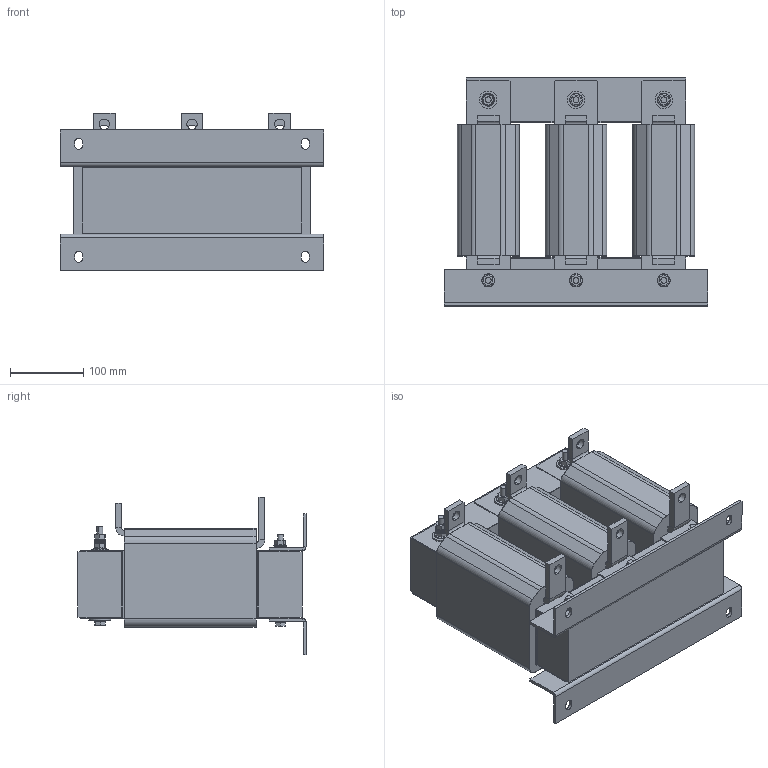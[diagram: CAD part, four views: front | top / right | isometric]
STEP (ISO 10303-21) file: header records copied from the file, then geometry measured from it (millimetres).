
FILE_DESCRIPTION (( 'STEP AP214' ), '1' );
FILE_NAME ('536670.STEP', '2022-11-08T14:26:23', ( '' ), ( '' ), 'SwSTEP 2.0', 'SolidWorks 2018', '' );
FILE_SCHEMA (( 'AUTOMOTIVE_DESIGN' ));
Length unit declared in the file: millimetre
Products named in the file (1): 536670
Bounding box: 360 x 311.8 x 215.3 mm (x, y, z)
Volume: 9727630.2 mm3; surface area: 577743.1 mm2
Topology: 1 solids, 1 shells, 561 faces, 1458 edges, 934 vertices
Faces by surface type: plane 429, cylinder 108, cone 12, torus 12
Entity records: 17336 total; most frequent: CARTESIAN_POINT 3266, ORIENTED_EDGE 2916, DIRECTION 2916, EDGE_CURVE 1458, VECTOR 1028, LINE 1028, AXIS2_PLACEMENT_3D 944, VERTEX_POINT 934
